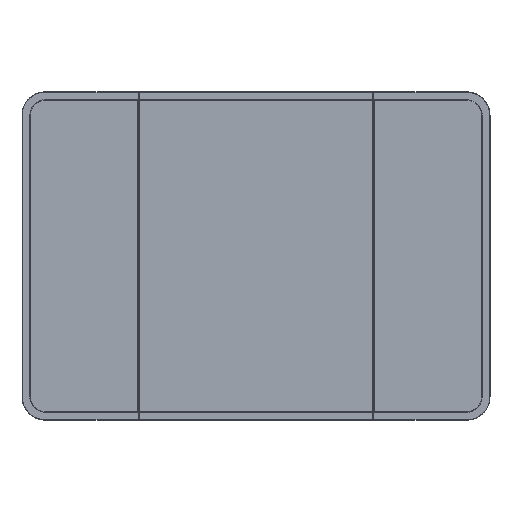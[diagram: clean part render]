
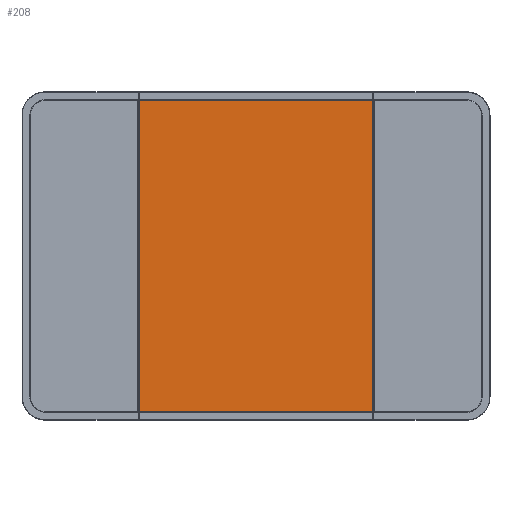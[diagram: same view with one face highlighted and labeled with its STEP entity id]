
A CAD part, front view. The second image highlights one B-rep face of the part: STEP entity #208.
In plain terms, the highlighted planar face has unit normal (0, -1, 0).
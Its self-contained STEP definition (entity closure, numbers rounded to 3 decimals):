
#208=ADVANCED_FACE('',(#350),#2086,.T.);
#350=FACE_OUTER_BOUND('',#492,.T.);
#492=EDGE_LOOP('',(#896,#897,#898,#899));
#896=ORIENTED_EDGE('',*,*,#1364,.T.);
#897=ORIENTED_EDGE('',*,*,#1365,.T.);
#898=ORIENTED_EDGE('',*,*,#1366,.T.);
#899=ORIENTED_EDGE('',*,*,#1367,.T.);
#1364=EDGE_CURVE('',#1932,#1933,#1640,.T.);
#1365=EDGE_CURVE('',#1933,#1934,#1641,.T.);
#1366=EDGE_CURVE('',#1934,#1935,#1642,.T.);
#1367=EDGE_CURVE('',#1935,#1932,#1643,.T.);
#1640=B_SPLINE_CURVE_WITH_KNOTS('',1,(#3404,#3405),.UNSPECIFIED.,.F.,.F.,
(2,2),(0.,798.),.UNSPECIFIED.);
#1641=B_SPLINE_CURVE_WITH_KNOTS('',1,(#3406,#3407),.UNSPECIFIED.,.F.,.F.,
(2,2),(0.,597.),.UNSPECIFIED.);
#1642=B_SPLINE_CURVE_WITH_KNOTS('',1,(#3408,#3409),.UNSPECIFIED.,.F.,.F.,
(2,2),(0.,798.),.UNSPECIFIED.);
#1643=B_SPLINE_CURVE_WITH_KNOTS('',1,(#3410,#3411),.UNSPECIFIED.,.F.,.F.,
(2,2),(0.,597.),.UNSPECIFIED.);
#1932=VERTEX_POINT('',#3376);
#1933=VERTEX_POINT('',#3377);
#1934=VERTEX_POINT('',#3378);
#1935=VERTEX_POINT('',#3379);
#2086=PLANE('',#2248);
#2248=AXIS2_PLACEMENT_3D('',#3362,#2377,$);
#2377=DIRECTION('',(0.,-1.,0.));
#3362=CARTESIAN_POINT('',(-358.2,-151.,-550.3));
#3376=CARTESIAN_POINT('',(-298.5,-151.,327.5));
#3377=CARTESIAN_POINT('',(-298.5,-151.,-470.5));
#3378=CARTESIAN_POINT('',(298.5,-151.,-470.5));
#3379=CARTESIAN_POINT('',(298.5,-151.,327.5));
#3404=CARTESIAN_POINT('',(-298.5,-151.,327.5));
#3405=CARTESIAN_POINT('',(-298.5,-151.,-470.5));
#3406=CARTESIAN_POINT('',(-298.5,-151.,-470.5));
#3407=CARTESIAN_POINT('',(298.5,-151.,-470.5));
#3408=CARTESIAN_POINT('',(298.5,-151.,-470.5));
#3409=CARTESIAN_POINT('',(298.5,-151.,327.5));
#3410=CARTESIAN_POINT('',(298.5,-151.,327.5));
#3411=CARTESIAN_POINT('',(-298.5,-151.,327.5));
